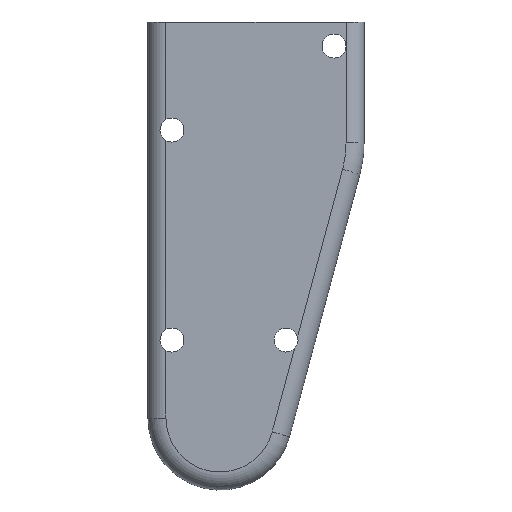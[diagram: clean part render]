
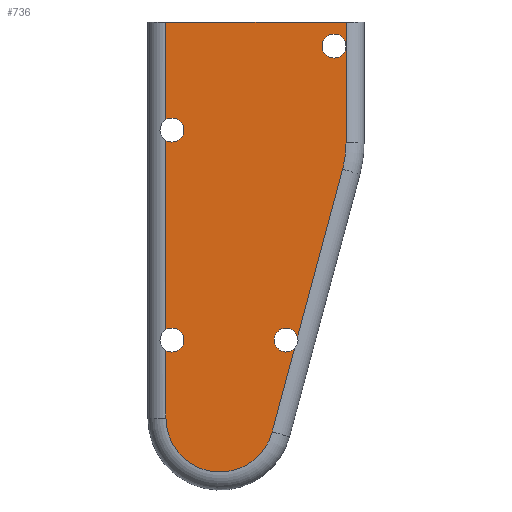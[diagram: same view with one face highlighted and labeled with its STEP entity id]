
A CAD part, top view. The second image highlights one B-rep face of the part: STEP entity #736.
In plain terms, the highlighted planar face has unit normal (0, 0, 1).
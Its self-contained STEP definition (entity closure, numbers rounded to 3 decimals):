
#4 = VECTOR ( 'NONE', #519, 1000. ) ;
#7 = ORIENTED_EDGE ( 'NONE', *, *, #217, .T. ) ;
#24 = CARTESIAN_POINT ( 'NONE',  ( 10.21, 20.719, 2. ) ) ;
#25 = EDGE_LOOP ( 'NONE', ( #463, #432, #380, #731, #564, #710, #768, #203, #243, #412, #381, #210, #583, #681, #7, #756, #773, #391 ) ) ;
#32 = CARTESIAN_POINT ( 'NONE',  ( -4.5, 0., 2. ) ) ;
#34 = EDGE_CURVE ( 'NONE', #841, #652, #274, .T. ) ;
#40 = VERTEX_POINT ( 'NONE', #589 ) ;
#45 = EDGE_CURVE ( 'NONE', #565, #585, #46, .T. ) ;
#46 = CIRCLE ( 'NONE', #318, 1. ) ;
#51 = CARTESIAN_POINT ( 'NONE',  ( -4., 24., 2. ) ) ;
#52 = AXIS2_PLACEMENT_3D ( 'NONE', #557, #692, #688 ) ;
#54 = VECTOR ( 'NONE', #219, 1000. ) ;
#62 = EDGE_CURVE ( 'NONE', #715, #201, #431, .T. ) ;
#66 = DIRECTION ( 'NONE',  ( 0., 1., 0. ) ) ;
#71 = CARTESIAN_POINT ( 'NONE',  ( 4.347, -1.165, 2. ) ) ;
#74 = AXIS2_PLACEMENT_3D ( 'NONE', #122, #316, #705 ) ;
#75 = DIRECTION ( 'NONE',  ( 1., 0., 0. ) ) ;
#78 = VECTOR ( 'NONE', #66, 1000. ) ;
#83 = CIRCLE ( 'NONE', #52, 1. ) ;
#96 = CARTESIAN_POINT ( 'NONE',  ( 10.21, 20.719, 2. ) ) ;
#99 = VERTEX_POINT ( 'NONE', #775 ) ;
#102 = CARTESIAN_POINT ( 'NONE',  ( -4.5, 23.134, 2. ) ) ;
#105 = EDGE_CURVE ( 'NONE', #40, #175, #507, .T. ) ;
#107 = CARTESIAN_POINT ( 'NONE',  ( 2., 22.919, 2. ) ) ;
#108 = CIRCLE ( 'NONE', #428, 1. ) ;
#111 = DIRECTION ( 'NONE',  ( 1., 0., 0. ) ) ;
#122 = CARTESIAN_POINT ( 'NONE',  ( 5.5, 6.5, 2. ) ) ;
#126 = VERTEX_POINT ( 'NONE', #515 ) ;
#167 = VECTOR ( 'NONE', #227, 1000. ) ;
#169 = EDGE_CURVE ( 'NONE', #99, #201, #263, .T. ) ;
#172 = VERTEX_POINT ( 'NONE', #71 ) ;
#175 = VERTEX_POINT ( 'NONE', #464 ) ;
#177 = CIRCLE ( 'NONE', #774, 1. ) ;
#178 = CARTESIAN_POINT ( 'NONE',  ( 10.5, 22.919, 2. ) ) ;
#182 = LINE ( 'NONE', #24, #651 ) ;
#198 = EDGE_CURVE ( 'NONE', #201, #356, #706, .T. ) ;
#201 = VERTEX_POINT ( 'NONE', #725 ) ;
#203 = ORIENTED_EDGE ( 'NONE', *, *, #448, .T. ) ;
#206 = CIRCLE ( 'NONE', #496, 4.5 ) ;
#210 = ORIENTED_EDGE ( 'NONE', *, *, #34, .T. ) ;
#216 = CARTESIAN_POINT ( 'NONE',  ( 0., 33., 2. ) ) ;
#217 = EDGE_CURVE ( 'NONE', #126, #664, #574, .T. ) ;
#218 = VERTEX_POINT ( 'NONE', #596 ) ;
#219 = DIRECTION ( 'NONE',  ( -1., 0., 0. ) ) ;
#224 = DIRECTION ( 'NONE',  ( 1., 0., 0. ) ) ;
#227 = DIRECTION ( 'NONE',  ( 0.259, 0.966, 0. ) ) ;
#228 = CARTESIAN_POINT ( 'NONE',  ( 0., 0., 2. ) ) ;
#236 = CIRCLE ( 'NONE', #816, 8.5 ) ;
#243 = ORIENTED_EDGE ( 'NONE', *, *, #649, .T. ) ;
#246 = DIRECTION ( 'NONE',  ( 0., 0., 1. ) ) ;
#248 = VECTOR ( 'NONE', #650, 1000. ) ;
#252 = CARTESIAN_POINT ( 'NONE',  ( -4.5, 0., 2. ) ) ;
#263 = CIRCLE ( 'NONE', #684, 1. ) ;
#267 = AXIS2_PLACEMENT_3D ( 'NONE', #287, #289, #357 ) ;
#271 = DIRECTION ( 'NONE',  ( 0., 0., 1. ) ) ;
#274 = LINE ( 'NONE', #252, #474 ) ;
#287 = CARTESIAN_POINT ( 'NONE',  ( 5.5, 6.5, 2. ) ) ;
#289 = DIRECTION ( 'NONE',  ( 0., 0., 1. ) ) ;
#294 = CARTESIAN_POINT ( 'NONE',  ( 6.468, 6.752, 2. ) ) ;
#316 = DIRECTION ( 'NONE',  ( 0., 0., 1. ) ) ;
#318 = AXIS2_PLACEMENT_3D ( 'NONE', #51, #246, #772 ) ;
#337 = DIRECTION ( 'NONE',  ( 0., 0., 1. ) ) ;
#343 = LINE ( 'NONE', #96, #167 ) ;
#344 = EDGE_CURVE ( 'NONE', #126, #674, #480, .T. ) ;
#356 = VERTEX_POINT ( 'NONE', #675 ) ;
#357 = DIRECTION ( 'NONE',  ( 1., 0., 0. ) ) ;
#380 = ORIENTED_EDGE ( 'NONE', *, *, #713, .T. ) ;
#381 = ORIENTED_EDGE ( 'NONE', *, *, #737, .F. ) ;
#391 = ORIENTED_EDGE ( 'NONE', *, *, #105, .F. ) ;
#406 = DIRECTION ( 'NONE',  ( 1., 0., 0. ) ) ;
#407 = EDGE_CURVE ( 'NONE', #172, #175, #182, .T. ) ;
#408 = LINE ( 'NONE', #216, #54 ) ;
#412 = ORIENTED_EDGE ( 'NONE', *, *, #45, .F. ) ;
#417 = EDGE_CURVE ( 'NONE', #586, #40, #621, .T. ) ;
#420 = DIRECTION ( 'NONE',  ( 0., 0., 1. ) ) ;
#422 = EDGE_CURVE ( 'NONE', #674, #652, #108, .T. ) ;
#426 = DIRECTION ( 'NONE',  ( 0., 0., 1. ) ) ;
#428 = AXIS2_PLACEMENT_3D ( 'NONE', #544, #420, #622 ) ;
#430 = CARTESIAN_POINT ( 'NONE',  ( -3., 24., 2. ) ) ;
#431 = LINE ( 'NONE', #449, #248 ) ;
#432 = ORIENTED_EDGE ( 'NONE', *, *, #834, .T. ) ;
#446 = AXIS2_PLACEMENT_3D ( 'NONE', #494, #426, #566 ) ;
#448 = EDGE_CURVE ( 'NONE', #356, #218, #408, .T. ) ;
#449 = CARTESIAN_POINT ( 'NONE',  ( 10.5, 33., 2. ) ) ;
#463 = ORIENTED_EDGE ( 'NONE', *, *, #417, .F. ) ;
#464 = CARTESIAN_POINT ( 'NONE',  ( 6.212, 5.798, 2. ) ) ;
#474 = VECTOR ( 'NONE', #835, 1000. ) ;
#477 = FACE_OUTER_BOUND ( 'NONE', #25, .T. ) ;
#480 = CIRCLE ( 'NONE', #765, 1. ) ;
#493 = DIRECTION ( 'NONE',  ( 0., 0., 1. ) ) ;
#494 = CARTESIAN_POINT ( 'NONE',  ( 0., 0., 2. ) ) ;
#496 = AXIS2_PLACEMENT_3D ( 'NONE', #228, #636, #224 ) ;
#507 = CIRCLE ( 'NONE', #74, 1. ) ;
#515 = CARTESIAN_POINT ( 'NONE',  ( -4.5, 5.634, 2. ) ) ;
#519 = DIRECTION ( 'NONE',  ( 0., -1., 0. ) ) ;
#523 = CARTESIAN_POINT ( 'NONE',  ( 9.5, 31., 2. ) ) ;
#528 = CARTESIAN_POINT ( 'NONE',  ( -4., 6.5, 2. ) ) ;
#544 = CARTESIAN_POINT ( 'NONE',  ( -4., 6.5, 2. ) ) ;
#557 = CARTESIAN_POINT ( 'NONE',  ( -4., 24., 2. ) ) ;
#558 = DIRECTION ( 'NONE',  ( 0., -1., 0. ) ) ;
#562 = DIRECTION ( 'NONE',  ( 1., 0., 0. ) ) ;
#564 = ORIENTED_EDGE ( 'NONE', *, *, #169, .F. ) ;
#565 = VERTEX_POINT ( 'NONE', #430 ) ;
#566 = DIRECTION ( 'NONE',  ( 1., 0., 0. ) ) ;
#571 = DIRECTION ( 'NONE',  ( 0., 0., 1. ) ) ;
#573 = CARTESIAN_POINT ( 'NONE',  ( -3., 6.5, 2. ) ) ;
#574 = LINE ( 'NONE', #727, #4 ) ;
#583 = ORIENTED_EDGE ( 'NONE', *, *, #422, .F. ) ;
#585 = VERTEX_POINT ( 'NONE', #690 ) ;
#586 = VERTEX_POINT ( 'NONE', #294 ) ;
#589 = CARTESIAN_POINT ( 'NONE',  ( 4.5, 6.5, 2. ) ) ;
#596 = CARTESIAN_POINT ( 'NONE',  ( -4.5, 33., 2. ) ) ;
#619 = EDGE_CURVE ( 'NONE', #201, #99, #177, .T. ) ;
#621 = CIRCLE ( 'NONE', #267, 1. ) ;
#622 = DIRECTION ( 'NONE',  ( 1., 0., 0. ) ) ;
#626 = EDGE_CURVE ( 'NONE', #664, #172, #206, .T. ) ;
#627 = CARTESIAN_POINT ( 'NONE',  ( 10.21, 20.719, 2. ) ) ;
#628 = DIRECTION ( 'NONE',  ( 0.259, 0.966, 0. ) ) ;
#636 = DIRECTION ( 'NONE',  ( 0., 0., 1. ) ) ;
#649 = EDGE_CURVE ( 'NONE', #218, #585, #781, .T. ) ;
#650 = DIRECTION ( 'NONE',  ( 0., 1., 0. ) ) ;
#651 = VECTOR ( 'NONE', #628, 1000. ) ;
#652 = VERTEX_POINT ( 'NONE', #751 ) ;
#664 = VERTEX_POINT ( 'NONE', #32 ) ;
#674 = VERTEX_POINT ( 'NONE', #573 ) ;
#675 = CARTESIAN_POINT ( 'NONE',  ( 10.5, 33., 2. ) ) ;
#677 = VECTOR ( 'NONE', #558, 1000. ) ;
#681 = ORIENTED_EDGE ( 'NONE', *, *, #344, .F. ) ;
#684 = AXIS2_PLACEMENT_3D ( 'NONE', #523, #271, #75 ) ;
#688 = DIRECTION ( 'NONE',  ( 1., 0., 0. ) ) ;
#690 = CARTESIAN_POINT ( 'NONE',  ( -4.5, 24.866, 2. ) ) ;
#692 = DIRECTION ( 'NONE',  ( 0., 0., 1. ) ) ;
#696 = CARTESIAN_POINT ( 'NONE',  ( 9.5, 31., 2. ) ) ;
#699 = PLANE ( 'NONE',  #446 ) ;
#705 = DIRECTION ( 'NONE',  ( 1., 0., 0. ) ) ;
#706 = LINE ( 'NONE', #838, #78 ) ;
#710 = ORIENTED_EDGE ( 'NONE', *, *, #619, .F. ) ;
#713 = EDGE_CURVE ( 'NONE', #787, #715, #236, .T. ) ;
#715 = VERTEX_POINT ( 'NONE', #178 ) ;
#725 = CARTESIAN_POINT ( 'NONE',  ( 10.5, 31., 2. ) ) ;
#727 = CARTESIAN_POINT ( 'NONE',  ( -4.5, 0., 2. ) ) ;
#731 = ORIENTED_EDGE ( 'NONE', *, *, #62, .T. ) ;
#736 = ADVANCED_FACE ( 'NONE', ( #477 ), #699, .T. ) ;
#737 = EDGE_CURVE ( 'NONE', #841, #565, #83, .T. ) ;
#751 = CARTESIAN_POINT ( 'NONE',  ( -4.5, 7.366, 2. ) ) ;
#756 = ORIENTED_EDGE ( 'NONE', *, *, #626, .T. ) ;
#765 = AXIS2_PLACEMENT_3D ( 'NONE', #528, #337, #406 ) ;
#768 = ORIENTED_EDGE ( 'NONE', *, *, #198, .T. ) ;
#772 = DIRECTION ( 'NONE',  ( 1., 0., 0. ) ) ;
#773 = ORIENTED_EDGE ( 'NONE', *, *, #407, .T. ) ;
#774 = AXIS2_PLACEMENT_3D ( 'NONE', #696, #493, #562 ) ;
#775 = CARTESIAN_POINT ( 'NONE',  ( 8.5, 31., 2. ) ) ;
#781 = LINE ( 'NONE', #822, #677 ) ;
#787 = VERTEX_POINT ( 'NONE', #627 ) ;
#816 = AXIS2_PLACEMENT_3D ( 'NONE', #107, #571, #111 ) ;
#822 = CARTESIAN_POINT ( 'NONE',  ( -4.5, 0., 2. ) ) ;
#834 = EDGE_CURVE ( 'NONE', #586, #787, #343, .T. ) ;
#835 = DIRECTION ( 'NONE',  ( 0., -1., 0. ) ) ;
#838 = CARTESIAN_POINT ( 'NONE',  ( 10.5, 33., 2. ) ) ;
#841 = VERTEX_POINT ( 'NONE', #102 ) ;
